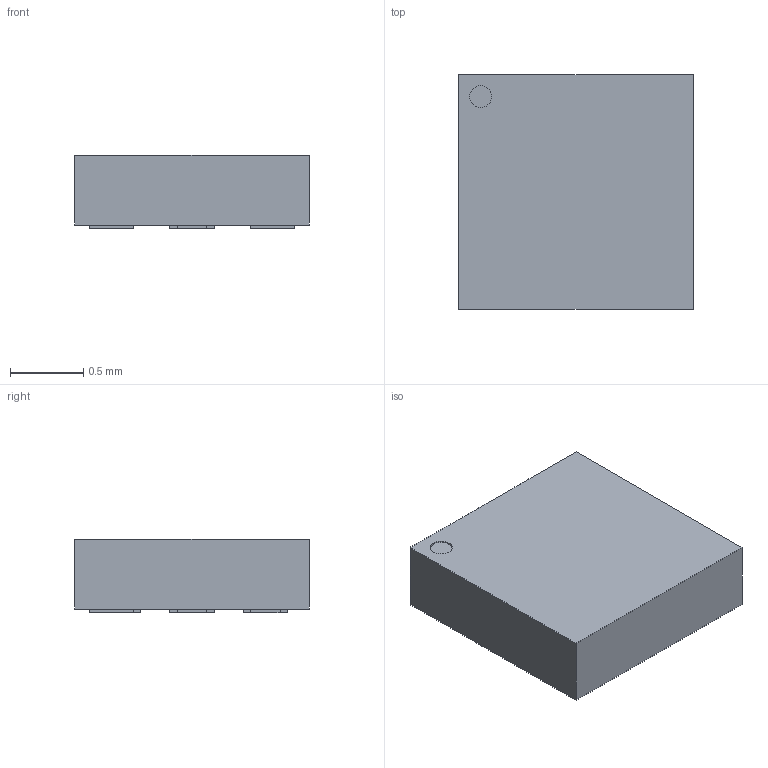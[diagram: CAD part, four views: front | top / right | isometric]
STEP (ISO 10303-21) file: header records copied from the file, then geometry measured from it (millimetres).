
FILE_DESCRIPTION (( 'STEP AP214' ), '1' );
FILE_NAME ('PCA9570GMH.STEP', '2022-12-12T01:48:11', ( '' ), ( '' ), 'SwSTEP 2.0', 'SolidWorks 2022', '' );
FILE_SCHEMA (( 'AUTOMOTIVE_DESIGN' ));
Length unit declared in the file: millimetre
Products named in the file (1): PCA9570GMH
Bounding box: 1.6 x 1.6 x 0.5 mm (x, y, z)
Volume: 1.2 mm3; surface area: 9.6 mm2
Topology: 10 solids, 10 shells, 65 faces, 132 edges, 88 vertices
Faces by surface type: plane 63, cylinder 2
Entity records: 2500 total; most frequent: CARTESIAN_POINT 286, DIRECTION 268, ORIENTED_EDGE 264, EDGE_CURVE 132, VECTOR 128, LINE 128, VERTEX_POINT 88, UNCERTAINTY_MEASURE_WITH_UNIT 77
